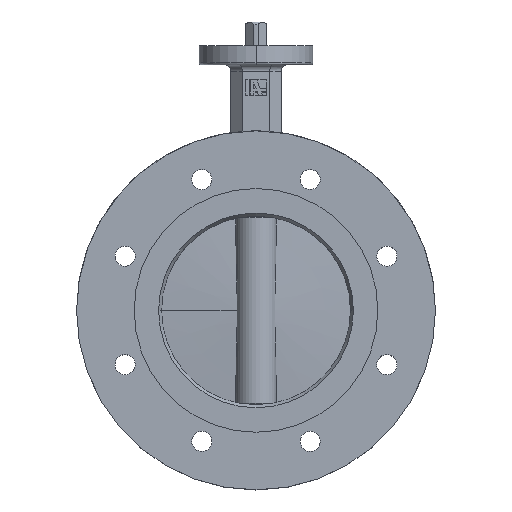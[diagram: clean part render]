
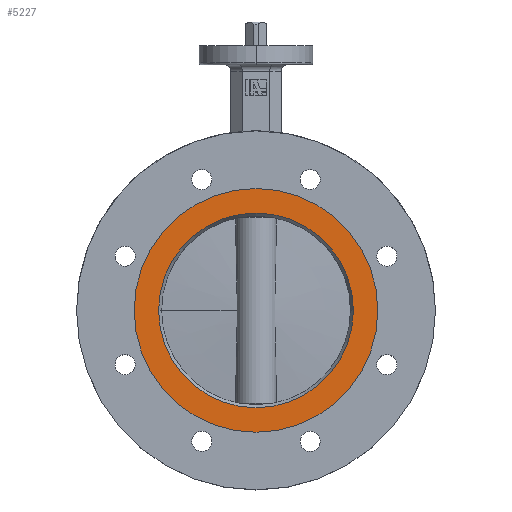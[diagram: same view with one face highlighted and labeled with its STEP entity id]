
A CAD part, top view. The second image highlights one B-rep face of the part: STEP entity #5227.
In plain terms, the highlighted planar face has unit normal (0, 0, 1).
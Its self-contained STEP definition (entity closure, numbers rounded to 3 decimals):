
#3 = CIRCLE ( 'NONE', #5099, 96.75 ) ;
#21 = CIRCLE ( 'NONE', #5101, 77.309 ) ;
#54 = CIRCLE ( 'NONE', #1072, 96.75 ) ;
#966 = FACE_OUTER_BOUND ( 'NONE', #5418, .T. ) ;
#969 = FACE_BOUND ( 'NONE', #5411, .T. ) ;
#1072 = AXIS2_PLACEMENT_3D ( 'NONE', #2655, #2649, #2634 ) ;
#1318 = AXIS2_PLACEMENT_3D ( 'NONE', #2513, #2511, #2516 ) ;
#1469 = ORIENTED_EDGE ( 'NONE', *, *, #4710, .T. ) ;
#2511 = DIRECTION ( 'NONE',  ( 0., 0., 1. ) ) ;
#2513 = CARTESIAN_POINT ( 'NONE',  ( 0., 0., 28. ) ) ;
#2514 = PLANE ( 'NONE',  #1318 ) ;
#2516 = DIRECTION ( 'NONE',  ( 1., 0., 0. ) ) ;
#2610 = DIRECTION ( 'NONE',  ( 0., 0., -1. ) ) ;
#2612 = DIRECTION ( 'NONE',  ( 1., 0., 0. ) ) ;
#2614 = CARTESIAN_POINT ( 'NONE',  ( 0., 0., 28. ) ) ;
#2620 = DIRECTION ( 'NONE',  ( 0., 0., -1. ) ) ;
#2634 = DIRECTION ( 'NONE',  ( 1., 0., 0. ) ) ;
#2637 = CARTESIAN_POINT ( 'NONE',  ( 0., 0., 28. ) ) ;
#2649 = DIRECTION ( 'NONE',  ( 0., 0., 1. ) ) ;
#2655 = CARTESIAN_POINT ( 'NONE',  ( 0., 0., 28. ) ) ;
#2659 = CARTESIAN_POINT ( 'NONE',  ( 0., 0., 28. ) ) ;
#2709 = DIRECTION ( 'NONE',  ( 1., 0., 0. ) ) ;
#2743 = DIRECTION ( 'NONE',  ( 1., 0., 0. ) ) ;
#2744 = DIRECTION ( 'NONE',  ( 0., 0., 1. ) ) ;
#3359 = ORIENTED_EDGE ( 'NONE', *, *, #4715, .T. ) ;
#3505 = ORIENTED_EDGE ( 'NONE', *, *, #4724, .T. ) ;
#3512 = ORIENTED_EDGE ( 'NONE', *, *, #4741, .T. ) ;
#3644 = VERTEX_POINT ( 'NONE', #4378 ) ;
#3645 = VERTEX_POINT ( 'NONE', #4508 ) ;
#3646 = VERTEX_POINT ( 'NONE', #4366 ) ;
#3647 = VERTEX_POINT ( 'NONE', #4315 ) ;
#4315 = CARTESIAN_POINT ( 'NONE',  ( -96.75, 0., 28. ) ) ;
#4366 = CARTESIAN_POINT ( 'NONE',  ( 77.309, 0., 28. ) ) ;
#4378 = CARTESIAN_POINT ( 'NONE',  ( 96.75, 0., 28. ) ) ;
#4508 = CARTESIAN_POINT ( 'NONE',  ( -77.309, 0., 28. ) ) ;
#4710 = EDGE_CURVE ( 'NONE', #3645, #3646, #5862, .T. ) ;
#4715 = EDGE_CURVE ( 'NONE', #3647, #3644, #3, .T. ) ;
#4724 = EDGE_CURVE ( 'NONE', #3646, #3645, #21, .T. ) ;
#4741 = EDGE_CURVE ( 'NONE', #3644, #3647, #54, .T. ) ;
#5098 = AXIS2_PLACEMENT_3D ( 'NONE', #2614, #2610, #2743 ) ;
#5099 = AXIS2_PLACEMENT_3D ( 'NONE', #2637, #2744, #2709 ) ;
#5101 = AXIS2_PLACEMENT_3D ( 'NONE', #2659, #2620, #2612 ) ;
#5227 = ADVANCED_FACE ( 'NONE', ( #969, #966 ), #2514, .T. ) ;
#5411 = EDGE_LOOP ( 'NONE', ( #3505, #1469 ) ) ;
#5418 = EDGE_LOOP ( 'NONE', ( #3359, #3512 ) ) ;
#5862 = CIRCLE ( 'NONE', #5098, 77.309 ) ;
